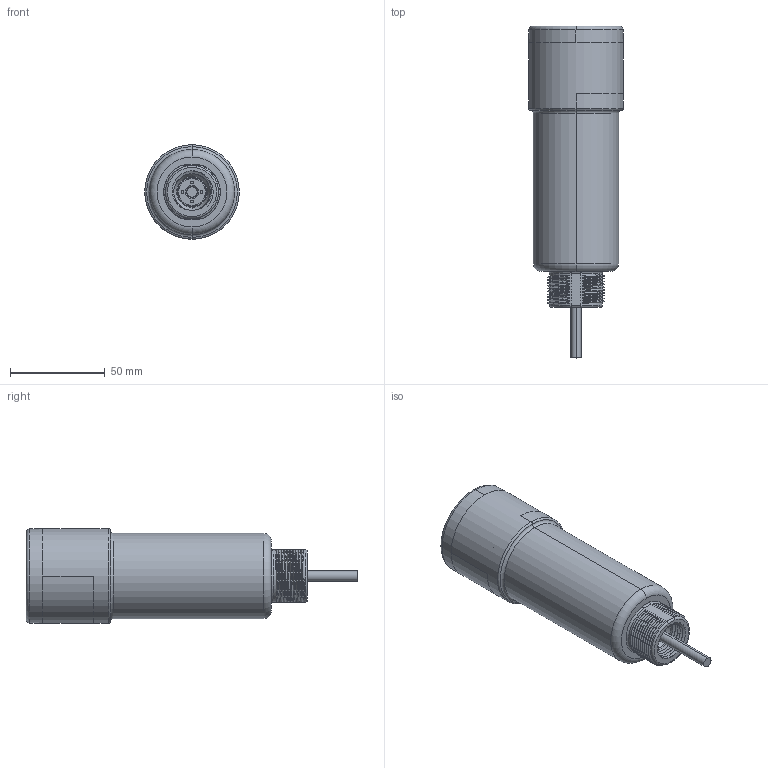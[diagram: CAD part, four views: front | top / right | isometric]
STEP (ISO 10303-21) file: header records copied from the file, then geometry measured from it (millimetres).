
FILE_DESCRIPTION((''),'2;1');
FILE_NAME('168249_SW','2012-10-16T',('banengservice'),('BANNER ENGINEERING'),'PRO/ENGINEER BY PARAMETRIC TECHNOLOGY CORPORATION, 2009141','PRO/ENGINEER BY PARAMETRIC TECHNOLOGY CORPORATION, 2009141','');
FILE_SCHEMA(('CONFIG_CONTROL_DESIGN'));
Products named in the file (1): 168249_SW
Bounding box: 50 x 175.5 x 50 mm (x, y, z)
Volume: 81243 mm3; surface area: 56733.6 mm2
Topology: 2 solids, 2 shells, 737 faces, 1754 edges, 1059 vertices
Faces by surface type: bspline 236, cylinder 178, plane 113, torus 84, sphere 72, cone 54
Entity records: 54775 total; most frequent: CARTESIAN_POINT 39469, ORIENTED_EDGE 3508, DIRECTION 2729, EDGE_CURVE 1754, AXIS2_PLACEMENT_3D 1161, VERTEX_POINT 1059, EDGE_LOOP 777, FACE_OUTER_BOUND 737
